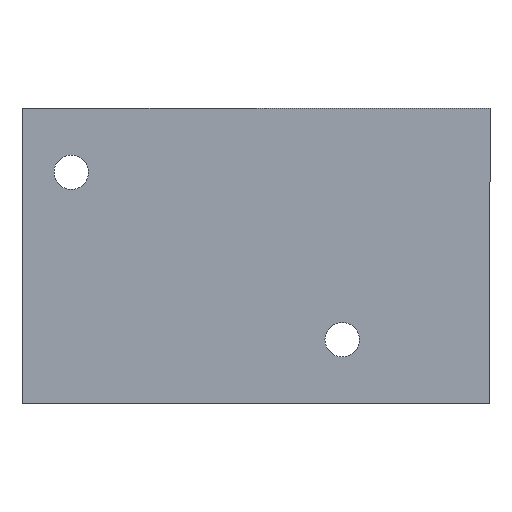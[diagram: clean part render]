
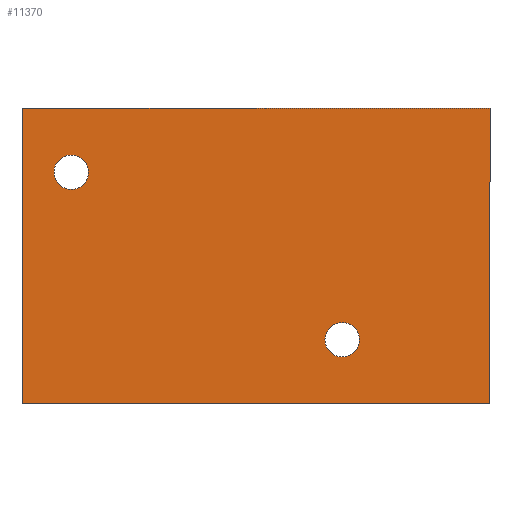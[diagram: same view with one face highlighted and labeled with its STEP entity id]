
A CAD part, front view. The second image highlights one B-rep face of the part: STEP entity #11370.
In plain terms, the highlighted planar face has unit normal (0, -1, 0).
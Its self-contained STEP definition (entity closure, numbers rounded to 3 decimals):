
#57 = AXIS2_PLACEMENT_3D ( 'NONE', #7364, #8512, #5022 ) ;
#200 = EDGE_CURVE ( 'NONE', #3646, #6237, #5647, .T. ) ;
#263 = DIRECTION ( 'NONE',  ( -1., 0., 0. ) ) ;
#342 = ORIENTED_EDGE ( 'NONE', *, *, #7154, .F. ) ;
#947 = VERTEX_POINT ( 'NONE', #10511 ) ;
#1127 = EDGE_CURVE ( 'NONE', #947, #7545, #3493, .T. ) ;
#1504 = CARTESIAN_POINT ( 'NONE',  ( 0., -30., 0. ) ) ;
#1722 = CARTESIAN_POINT ( 'NONE',  ( 65., -30., 9.5 ) ) ;
#1844 = ORIENTED_EDGE ( 'NONE', *, *, #12303, .F. ) ;
#1930 = ORIENTED_EDGE ( 'NONE', *, *, #7251, .T. ) ;
#2330 = CIRCLE ( 'NONE', #57, 3.5 ) ;
#2361 = DIRECTION ( 'NONE',  ( 0., 1., 0. ) ) ;
#2460 = DIRECTION ( 'NONE',  ( 0., 0., 1. ) ) ;
#2510 = CARTESIAN_POINT ( 'NONE',  ( 65., -30., 13. ) ) ;
#2771 = CARTESIAN_POINT ( 'NONE',  ( 10., -30., 43.5 ) ) ;
#3326 = DIRECTION ( 'NONE',  ( 0., 0., -1. ) ) ;
#3415 = CARTESIAN_POINT ( 'NONE',  ( 10., -30., 47. ) ) ;
#3493 = CIRCLE ( 'NONE', #12155, 3.5 ) ;
#3611 = DIRECTION ( 'NONE',  ( 1., 0., 0. ) ) ;
#3646 = VERTEX_POINT ( 'NONE', #14428 ) ;
#3908 = VERTEX_POINT ( 'NONE', #12637 ) ;
#4035 = FACE_OUTER_BOUND ( 'NONE', #6638, .T. ) ;
#4037 = LINE ( 'NONE', #12851, #6899 ) ;
#4183 = PLANE ( 'NONE',  #4228 ) ;
#4196 = CARTESIAN_POINT ( 'NONE',  ( 65., -30., 13. ) ) ;
#4228 = AXIS2_PLACEMENT_3D ( 'NONE', #7151, #10599, #8308 ) ;
#4424 = EDGE_CURVE ( 'NONE', #5490, #3908, #4037, .T. ) ;
#4636 = CARTESIAN_POINT ( 'NONE',  ( 0., -30., 0. ) ) ;
#4656 = DIRECTION ( 'NONE',  ( 0., 0., 1. ) ) ;
#4715 = EDGE_LOOP ( 'NONE', ( #7405, #1930 ) ) ;
#4898 = VERTEX_POINT ( 'NONE', #4939 ) ;
#4939 = CARTESIAN_POINT ( 'NONE',  ( 95., -30., 0. ) ) ;
#5022 = DIRECTION ( 'NONE',  ( 0., 0., 1. ) ) ;
#5490 = VERTEX_POINT ( 'NONE', #8048 ) ;
#5647 = CIRCLE ( 'NONE', #8515, 3.5 ) ;
#5762 = VECTOR ( 'NONE', #3326, 1000. ) ;
#5942 = ORIENTED_EDGE ( 'NONE', *, *, #7861, .F. ) ;
#6043 = VERTEX_POINT ( 'NONE', #4636 ) ;
#6139 = ORIENTED_EDGE ( 'NONE', *, *, #4424, .F. ) ;
#6237 = VERTEX_POINT ( 'NONE', #2771 ) ;
#6478 = VECTOR ( 'NONE', #13371, 1000. ) ;
#6638 = EDGE_LOOP ( 'NONE', ( #1844, #5942, #342, #6139 ) ) ;
#6899 = VECTOR ( 'NONE', #3611, 1000. ) ;
#7151 = CARTESIAN_POINT ( 'NONE',  ( 0., -30., 0. ) ) ;
#7154 = EDGE_CURVE ( 'NONE', #3908, #4898, #7358, .T. ) ;
#7189 = LINE ( 'NONE', #13419, #6478 ) ;
#7251 = EDGE_CURVE ( 'NONE', #7545, #947, #12528, .T. ) ;
#7358 = LINE ( 'NONE', #13689, #5762 ) ;
#7364 = CARTESIAN_POINT ( 'NONE',  ( 10., -30., 47. ) ) ;
#7405 = ORIENTED_EDGE ( 'NONE', *, *, #1127, .T. ) ;
#7545 = VERTEX_POINT ( 'NONE', #1722 ) ;
#7861 = EDGE_CURVE ( 'NONE', #4898, #6043, #12064, .T. ) ;
#7972 = FACE_BOUND ( 'NONE', #4715, .T. ) ;
#8048 = CARTESIAN_POINT ( 'NONE',  ( 0., -30., 60. ) ) ;
#8057 = DIRECTION ( 'NONE',  ( 0., 1., 0. ) ) ;
#8308 = DIRECTION ( 'NONE',  ( 0., 0., 1. ) ) ;
#8512 = DIRECTION ( 'NONE',  ( 0., 1., 0. ) ) ;
#8515 = AXIS2_PLACEMENT_3D ( 'NONE', #3415, #2361, #4656 ) ;
#8571 = EDGE_CURVE ( 'NONE', #6237, #3646, #2330, .T. ) ;
#9884 = EDGE_LOOP ( 'NONE', ( #14291, #14641 ) ) ;
#10123 = VECTOR ( 'NONE', #263, 1000. ) ;
#10286 = FACE_BOUND ( 'NONE', #9884, .T. ) ;
#10448 = AXIS2_PLACEMENT_3D ( 'NONE', #2510, #8057, #2460 ) ;
#10511 = CARTESIAN_POINT ( 'NONE',  ( 65., -30., 16.5 ) ) ;
#10599 = DIRECTION ( 'NONE',  ( 0., 1., 0. ) ) ;
#11370 = ADVANCED_FACE ( 'NONE', ( #10286, #7972, #4035 ), #4183, .F. ) ;
#12064 = LINE ( 'NONE', #1504, #10123 ) ;
#12145 = DIRECTION ( 'NONE',  ( 0., 1., 0. ) ) ;
#12155 = AXIS2_PLACEMENT_3D ( 'NONE', #4196, #12145, #13097 ) ;
#12303 = EDGE_CURVE ( 'NONE', #6043, #5490, #7189, .T. ) ;
#12528 = CIRCLE ( 'NONE', #10448, 3.5 ) ;
#12637 = CARTESIAN_POINT ( 'NONE',  ( 95., -30., 60. ) ) ;
#12851 = CARTESIAN_POINT ( 'NONE',  ( 0., -30., 60. ) ) ;
#13097 = DIRECTION ( 'NONE',  ( 0., 0., 1. ) ) ;
#13371 = DIRECTION ( 'NONE',  ( 0., 0., 1. ) ) ;
#13419 = CARTESIAN_POINT ( 'NONE',  ( 0., -30., 0. ) ) ;
#13689 = CARTESIAN_POINT ( 'NONE',  ( 95., -30., 0. ) ) ;
#14291 = ORIENTED_EDGE ( 'NONE', *, *, #200, .T. ) ;
#14428 = CARTESIAN_POINT ( 'NONE',  ( 10., -30., 50.5 ) ) ;
#14641 = ORIENTED_EDGE ( 'NONE', *, *, #8571, .T. ) ;
